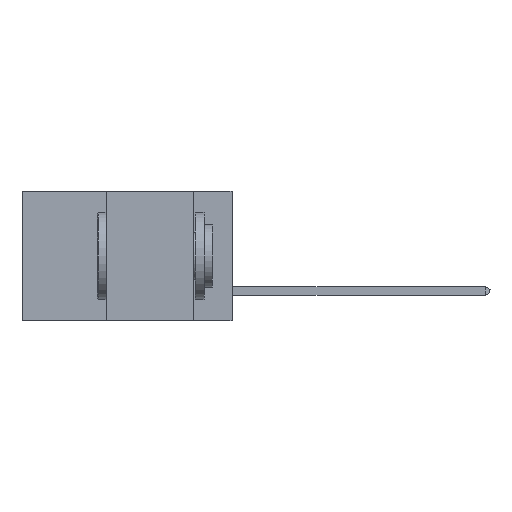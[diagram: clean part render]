
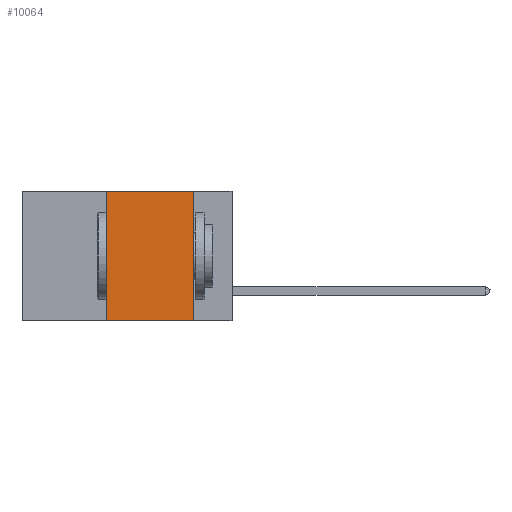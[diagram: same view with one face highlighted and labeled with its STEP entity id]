
A CAD part, left-side view. The second image highlights one B-rep face of the part: STEP entity #10064.
In plain terms, the highlighted planar face has unit normal (-1, 0, 0).
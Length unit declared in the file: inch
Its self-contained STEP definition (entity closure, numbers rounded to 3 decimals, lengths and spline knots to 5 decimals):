
#1176 = ORIENTED_EDGE ( 'NONE', *, *, #6426, .F. ) ;
#1989 = CARTESIAN_POINT ( 'NONE',  ( 0., 0.11, 0. ) ) ;
#6426 = EDGE_CURVE ( 'NONE', #29682, #17422, #25735, .T. ) ;
#6720 = CARTESIAN_POINT ( 'NONE',  ( 0., 0.11, -0.37 ) ) ;
#7516 = PLANE ( 'NONE',  #7634 ) ;
#7634 = AXIS2_PLACEMENT_3D ( 'NONE', #14234, #37483, #10707 ) ;
#10064 = ADVANCED_FACE ( 'NONE', ( #13711 ), #7516, .F. ) ;
#10196 = ORIENTED_EDGE ( 'NONE', *, *, #20887, .F. ) ;
#10707 = DIRECTION ( 'NONE',  ( 0., 0., -1. ) ) ;
#10752 = CARTESIAN_POINT ( 'NONE',  ( 0., 0.11, 0. ) ) ;
#13711 = FACE_OUTER_BOUND ( 'NONE', #16793, .T. ) ;
#14234 = CARTESIAN_POINT ( 'NONE',  ( 0., 0.6, 0. ) ) ;
#15338 = LINE ( 'NONE', #24197, #26428 ) ;
#16793 = EDGE_LOOP ( 'NONE', ( #1176, #10196, #40518, #23762 ) ) ;
#17422 = VERTEX_POINT ( 'NONE', #6720 ) ;
#20000 = VECTOR ( 'NONE', #27785, 39.37008 ) ;
#20887 = EDGE_CURVE ( 'NONE', #30909, #29682, #15338, .T. ) ;
#23539 = CARTESIAN_POINT ( 'NONE',  ( 0., 0.36, -0.37 ) ) ;
#23762 = ORIENTED_EDGE ( 'NONE', *, *, #27937, .T. ) ;
#24063 = DIRECTION ( 'NONE',  ( 0., 0., 1. ) ) ;
#24197 = CARTESIAN_POINT ( 'NONE',  ( 0., 0.6, 0. ) ) ;
#25374 = CARTESIAN_POINT ( 'NONE',  ( 0., 0.36, 0. ) ) ;
#25735 = LINE ( 'NONE', #10752, #20000 ) ;
#26287 = VERTEX_POINT ( 'NONE', #23539 ) ;
#26428 = VECTOR ( 'NONE', #38023, 39.37008 ) ;
#27785 = DIRECTION ( 'NONE',  ( 0., 0., -1. ) ) ;
#27937 = EDGE_CURVE ( 'NONE', #26287, #17422, #27951, .T. ) ;
#27951 = LINE ( 'NONE', #39348, #31598 ) ;
#29682 = VERTEX_POINT ( 'NONE', #1989 ) ;
#30909 = VERTEX_POINT ( 'NONE', #25374 ) ;
#31598 = VECTOR ( 'NONE', #35664, 39.37008 ) ;
#34273 = VECTOR ( 'NONE', #24063, 39.37008 ) ;
#35664 = DIRECTION ( 'NONE',  ( 0., -1., 0. ) ) ;
#36395 = LINE ( 'NONE', #40689, #34273 ) ;
#36563 = EDGE_CURVE ( 'NONE', #26287, #30909, #36395, .T. ) ;
#37483 = DIRECTION ( 'NONE',  ( 1., 0., 0. ) ) ;
#38023 = DIRECTION ( 'NONE',  ( 0., -1., 0. ) ) ;
#39348 = CARTESIAN_POINT ( 'NONE',  ( 0., 0.6, -0.37 ) ) ;
#40518 = ORIENTED_EDGE ( 'NONE', *, *, #36563, .F. ) ;
#40689 = CARTESIAN_POINT ( 'NONE',  ( 0., 0.36, 0. ) ) ;
